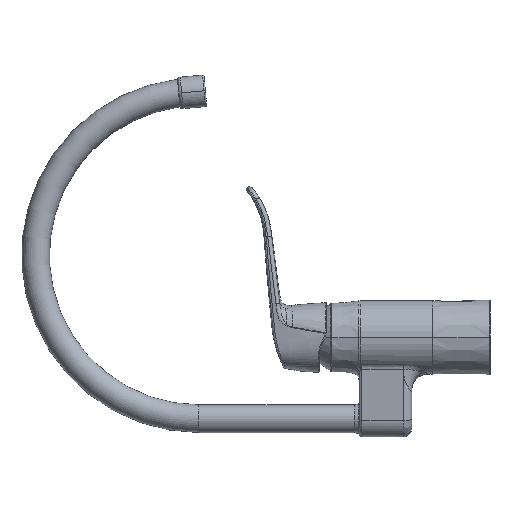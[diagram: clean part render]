
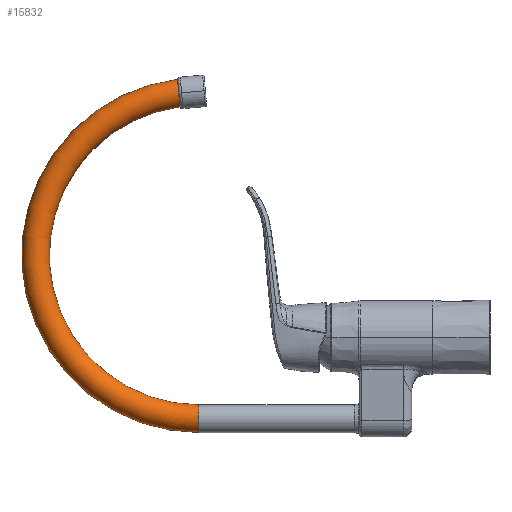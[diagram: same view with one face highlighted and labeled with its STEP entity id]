
A CAD part, left-side view. The second image highlights one B-rep face of the part: STEP entity #15832.
In plain terms, the highlighted toroidal (fillet/blend) face has major radius 118 mm and minor radius 10 mm.
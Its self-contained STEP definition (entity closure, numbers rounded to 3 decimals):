
#583 = CARTESIAN_POINT ( 'NONE',  ( -8.976, 219.383, 172.079 ) ) ;
#589 = CARTESIAN_POINT ( 'NONE',  ( -10.001, 219.825, 177.129 ) ) ;
#731 = CARTESIAN_POINT ( 'NONE',  ( -7.951, 219.236, 170.405 ) ) ;
#738 = CARTESIAN_POINT ( 'NONE',  ( -5.01, 220.524, 185.12 ) ) ;
#843 = ORIENTED_EDGE ( 'NONE', *, *, #20930, .T. ) ;
#1106 = CARTESIAN_POINT ( 'NONE',  ( 0., 205.15, -68.604 ) ) ;
#1186 = CARTESIAN_POINT ( 'NONE',  ( -2.599, 220.613, 186.135 ) ) ;
#1199 = VERTEX_POINT ( 'NONE', #19250 ) ;
#1550 = DIRECTION ( 'NONE',  ( 0., -1., 0. ) ) ;
#1631 = EDGE_CURVE ( 'NONE', #1199, #5298, #19218, .T. ) ;
#1716 = ORIENTED_EDGE ( 'NONE', *, *, #1631, .T. ) ;
#1730 = CARTESIAN_POINT ( 'NONE',  ( 0., 220.641, 186.455 ) ) ;
#2035 = CARTESIAN_POINT ( 'NONE',  ( 0., 218.896, 166.517 ) ) ;
#2254 = CARTESIAN_POINT ( 'NONE',  ( -9.473, 219.488, 173.277 ) ) ;
#2327 = CARTESIAN_POINT ( 'NONE',  ( -2.278, 218.919, 166.774 ) ) ;
#2333 = CARTESIAN_POINT ( 'NONE',  ( -9.493, 220.049, 179.689 ) ) ;
#2474 = CARTESIAN_POINT ( 'NONE',  ( -9.663, 219.542, 173.901 ) ) ;
#2704 = CARTESIAN_POINT ( 'NONE',  ( 0., 205.15, -58.604 ) ) ;
#2891 = ORIENTED_EDGE ( 'NONE', *, *, #12986, .F. ) ;
#3088 = CIRCLE ( 'NONE', #12282, 108. ) ;
#3230 = DIRECTION ( 'NONE',  ( -1., 0., 0. ) ) ;
#3649 = EDGE_CURVE ( 'NONE', #12879, #10206, #21602, .T. ) ;
#4031 = CARTESIAN_POINT ( 'NONE',  ( -6.103, 220.462, 184.41 ) ) ;
#4099 = CARTESIAN_POINT ( 'NONE',  ( -9.936, 219.655, 175.184 ) ) ;
#4177 = DIRECTION ( 'NONE',  ( 0., 0., 1. ) ) ;
#5298 = VERTEX_POINT ( 'NONE', #9560 ) ;
#5397 = B_SPLINE_CURVE_WITH_KNOTS ( 'NONE', 3,
 ( #17210, #589, #15835, #12267, #2333, #7297, #21157, #9129, #11181, #10738, #12349, #13948, #4031, #6153, #738, #7372, #15617, #19112, #1186, #10816, #12865, #20638, #5779, #17427 ),
 .UNSPECIFIED., .F., .F.,
 ( 4, 2, 2, 2, 2, 2, 2, 2, 2, 2, 2, 4 ),
 ( 0.012, 0.014, 0.016, 0.017, 0.018, 0.02, 0.022, 0.023, 0.024, 0.026, 0.027, 0.028 ),
 .UNSPECIFIED. ) ;
#5627 = CARTESIAN_POINT ( 'NONE',  ( -2.597, 218.926, 166.854 ) ) ;
#5702 = CARTESIAN_POINT ( 'NONE',  ( -6.605, 219.113, 168.994 ) ) ;
#5779 = CARTESIAN_POINT ( 'NONE',  ( -0.326, 220.641, 186.455 ) ) ;
#5844 = CARTESIAN_POINT ( 'NONE',  ( -3.226, 218.943, 167.045 ) ) ;
#6153 = CARTESIAN_POINT ( 'NONE',  ( -5.29, 220.509, 184.952 ) ) ;
#6416 = DIRECTION ( 'NONE',  ( -1., 0., 0. ) ) ;
#7297 = CARTESIAN_POINT ( 'NONE',  ( -9.117, 220.128, 180.595 ) ) ;
#7372 = CARTESIAN_POINT ( 'NONE',  ( -4.431, 220.551, 185.429 ) ) ;
#7435 = CARTESIAN_POINT ( 'NONE',  ( -7.537, 219.193, 169.903 ) ) ;
#8008 = DIRECTION ( 'NONE',  ( 0., 0., 1. ) ) ;
#8757 = DIRECTION ( 'NONE',  ( 0., 0., 1. ) ) ;
#9051 = CARTESIAN_POINT ( 'NONE',  ( -0.326, 218.896, 166.517 ) ) ;
#9122 = CARTESIAN_POINT ( 'NONE',  ( -9.744, 219.57, 174.221 ) ) ;
#9129 = CARTESIAN_POINT ( 'NONE',  ( -8.666, 220.205, 181.472 ) ) ;
#9341 = TOROIDAL_SURFACE ( 'NONE', #12152, 118., 10. ) ;
#9560 = CARTESIAN_POINT ( 'NONE',  ( -10., 219.768, 176.479 ) ) ;
#9633 = CIRCLE ( 'NONE', #19266, 128. ) ;
#10206 = VERTEX_POINT ( 'NONE', #1106 ) ;
#10297 = CARTESIAN_POINT ( 'NONE',  ( 0., 205.15, -48.604 ) ) ;
#10581 = DIRECTION ( 'NONE',  ( -1., 0., 0. ) ) ;
#10584 = CARTESIAN_POINT ( 'NONE',  ( -8.498, 219.308, 171.222 ) ) ;
#10728 = CARTESIAN_POINT ( 'NONE',  ( 0., 205.15, 59.396 ) ) ;
#10731 = CARTESIAN_POINT ( 'NONE',  ( -5.017, 219.012, 167.838 ) ) ;
#10738 = CARTESIAN_POINT ( 'NONE',  ( -7.955, 220.3, 182.561 ) ) ;
#10808 = CARTESIAN_POINT ( 'NONE',  ( -8.668, 219.333, 171.505 ) ) ;
#10814 = DIRECTION ( 'NONE',  ( 0., -1., 0. ) ) ;
#10816 = CARTESIAN_POINT ( 'NONE',  ( -1.636, 220.629, 186.326 ) ) ;
#11167 = FACE_OUTER_BOUND ( 'NONE', #13474, .T. ) ;
#11181 = CARTESIAN_POINT ( 'NONE',  ( -8.498, 220.229, 181.751 ) ) ;
#11235 = CARTESIAN_POINT ( 'NONE',  ( 0., 205.15, 59.396 ) ) ;
#12152 = AXIS2_PLACEMENT_3D ( 'NONE', #21522, #3230, #1550 ) ;
#12260 = CARTESIAN_POINT ( 'NONE',  ( -9.999, 219.711, 175.829 ) ) ;
#12267 = CARTESIAN_POINT ( 'NONE',  ( -9.681, 219.994, 179.068 ) ) ;
#12282 = AXIS2_PLACEMENT_3D ( 'NONE', #10728, #10581, #8757 ) ;
#12342 = CARTESIAN_POINT ( 'NONE',  ( -1.307, 218.903, 166.597 ) ) ;
#12349 = CARTESIAN_POINT ( 'NONE',  ( -7.542, 220.344, 183.066 ) ) ;
#12865 = CARTESIAN_POINT ( 'NONE',  ( -1.31, 220.634, 186.374 ) ) ;
#12879 = VERTEX_POINT ( 'NONE', #10297 ) ;
#12986 = EDGE_CURVE ( 'NONE', #1199, #12879, #3088, .T. ) ;
#13148 = EDGE_CURVE ( 'NONE', #13514, #10206, #9633, .T. ) ;
#13474 = EDGE_LOOP ( 'NONE', ( #843, #17843, #16517, #2891, #1716 ) ) ;
#13514 = VERTEX_POINT ( 'NONE', #1730 ) ;
#13948 = CARTESIAN_POINT ( 'NONE',  ( -6.608, 220.426, 183.998 ) ) ;
#14014 = CARTESIAN_POINT ( 'NONE',  ( -5.832, 219.059, 168.382 ) ) ;
#15617 = CARTESIAN_POINT ( 'NONE',  ( -4.131, 220.563, 185.571 ) ) ;
#15757 = CARTESIAN_POINT ( 'NONE',  ( -3.538, 218.952, 167.156 ) ) ;
#15832 = ADVANCED_FACE ( 'NONE', ( #11167 ), #9341, .T. ) ;
#15835 = CARTESIAN_POINT ( 'NONE',  ( -9.936, 219.883, 177.79 ) ) ;
#16517 = ORIENTED_EDGE ( 'NONE', *, *, #3649, .F. ) ;
#17200 = CARTESIAN_POINT ( 'NONE',  ( -6.847, 219.132, 169.214 ) ) ;
#17210 = CARTESIAN_POINT ( 'NONE',  ( -10., 219.768, 176.479 ) ) ;
#17280 = CARTESIAN_POINT ( 'NONE',  ( -10., 219.768, 176.479 ) ) ;
#17420 = CARTESIAN_POINT ( 'NONE',  ( -6.097, 219.077, 168.578 ) ) ;
#17427 = CARTESIAN_POINT ( 'NONE',  ( 0., 220.641, 186.455 ) ) ;
#17502 = CARTESIAN_POINT ( 'NONE',  ( -4.444, 218.985, 167.532 ) ) ;
#17843 = ORIENTED_EDGE ( 'NONE', *, *, #13148, .T. ) ;
#19106 = CARTESIAN_POINT ( 'NONE',  ( -9.254, 219.434, 172.666 ) ) ;
#19112 = CARTESIAN_POINT ( 'NONE',  ( -3.222, 220.596, 185.946 ) ) ;
#19218 = B_SPLINE_CURVE_WITH_KNOTS ( 'NONE', 3,
 ( #2035, #9051, #20709, #12342, #20552, #2327, #5627, #5844, #15757, #17502, #10731, #14014, #17420, #5702, #17200, #7435, #731, #10584, #10808, #583, #19106, #2254, #2474, #9122, #4099, #12260, #17280 ),
 .UNSPECIFIED., .F., .F.,
 ( 4, 2, 2, 2, 2, 2, 2, 2, 2, 2, 1, 2, 2, 4 ),
 ( 0.059, 0.06, 0.061, 0.062, 0.063, 0.065, 0.066, 0.067, 0.069, 0.07, 0.071, 0.072, 0.073, 0.075 ),
 .UNSPECIFIED. ) ;
#19250 = CARTESIAN_POINT ( 'NONE',  ( 0., 218.896, 166.517 ) ) ;
#19266 = AXIS2_PLACEMENT_3D ( 'NONE', #11235, #6416, #8008 ) ;
#20019 = AXIS2_PLACEMENT_3D ( 'NONE', #2704, #10814, #4177 ) ;
#20552 = CARTESIAN_POINT ( 'NONE',  ( -1.634, 218.908, 166.646 ) ) ;
#20638 = CARTESIAN_POINT ( 'NONE',  ( -0.654, 220.639, 186.439 ) ) ;
#20709 = CARTESIAN_POINT ( 'NONE',  ( -0.652, 218.898, 166.533 ) ) ;
#20930 = EDGE_CURVE ( 'NONE', #5298, #13514, #5397, .T. ) ;
#21157 = CARTESIAN_POINT ( 'NONE',  ( -8.975, 220.154, 180.895 ) ) ;
#21522 = CARTESIAN_POINT ( 'NONE',  ( 0., 205.15, 59.396 ) ) ;
#21602 = CIRCLE ( 'NONE', #20019, 10. ) ;
